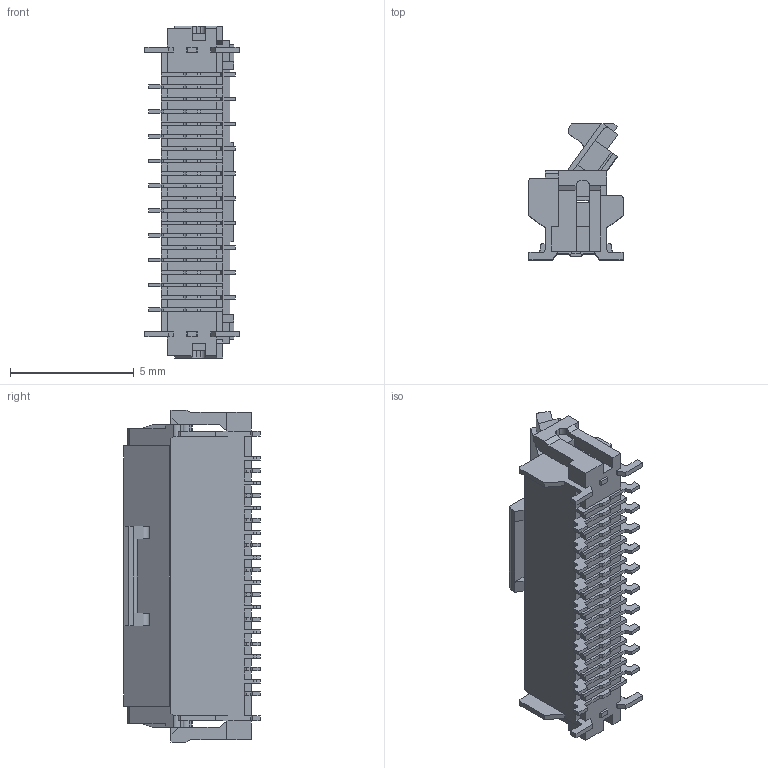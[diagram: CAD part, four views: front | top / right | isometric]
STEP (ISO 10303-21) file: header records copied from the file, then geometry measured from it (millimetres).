
FILE_DESCRIPTION(('OneSpaceDesigner STEP Export'),'2;1');
FILE_NAME('FH12-20S-0.5SV.stp','2007-03-16T18:11:05',(''),(''),'OneSpace Designer STEP processor (Jan. 2003) for AP214(CD)(Solid Model)','OneSpace Designer 12.00 10-Sep-2003 (C) CoCreate Software GmbH','');
FILE_SCHEMA(('AUTOMOTIVE_DESIGN_CC2 {1 2 10303 214 -1 1 5 1}'));
Length unit declared in the file: millimetre
Products named in the file (2): FH12-20S-0.5SV_Èª
Assembly tree (1 placements, depth 2):
  FH12-20S-0.5SV_Èª
    FH12-20S-0.5SV_Èª
Bounding box: 3.8 x 5.5 x 13.4 mm (x, y, z)
Volume: 102.2 mm3; surface area: 376.8 mm2
Topology: 1 solids, 1 shells, 805 faces, 2369 edges, 1558 vertices
Faces by surface type: plane 651, cylinder 154
Entity records: 25099 total; most frequent: ORIENTED_EDGE 4738, CARTESIAN_POINT 4410, DIRECTION 3854, EDGE_CURVE 2369, VECTOR 1850, LINE 1850, VERTEX_POINT 1558, AXIS2_PLACEMENT_3D 1002
